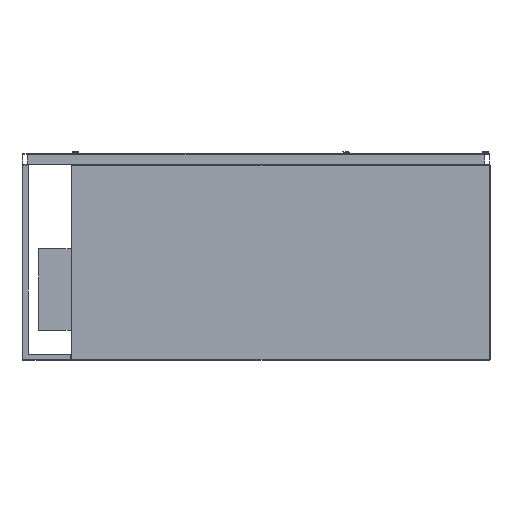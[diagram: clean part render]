
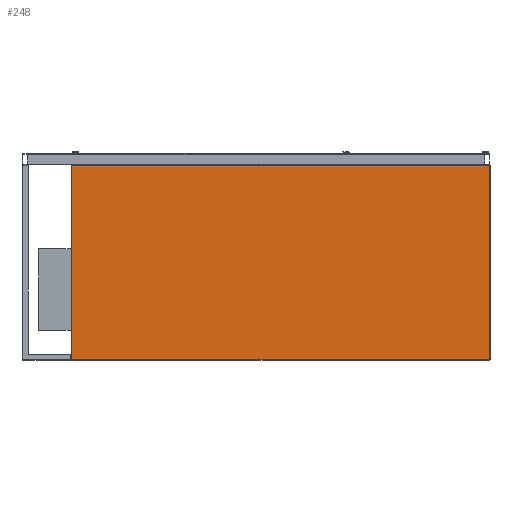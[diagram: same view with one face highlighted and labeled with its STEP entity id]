
A CAD part, front view. The second image highlights one B-rep face of the part: STEP entity #248.
In plain terms, the highlighted planar face has unit normal (0, -1, 0).
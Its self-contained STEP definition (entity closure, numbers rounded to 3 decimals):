
#142 = VECTOR ( 'NONE', #14285, 1000. ) ;
#248 = ADVANCED_FACE ( 'Fl�che8', ( #1975 ), #9780, .T. ) ;
#1641 = CARTESIAN_POINT ( 'NONE',  ( -770.5, -355., -760. ) ) ;
#1923 = EDGE_CURVE ( 'NONE', #11586, #13247, #7886, .T. ) ;
#1975 = FACE_OUTER_BOUND ( 'NONE', #5686, .T. ) ;
#2288 = ORIENTED_EDGE ( 'NONE', *, *, #18800, .T. ) ;
#2374 = ORIENTED_EDGE ( 'NONE', *, *, #17983, .T. ) ;
#3416 = CARTESIAN_POINT ( 'NONE',  ( 770.5, -355., -758. ) ) ;
#3430 = CARTESIAN_POINT ( 'NONE',  ( -772.5, -355., -758. ) ) ;
#4510 = VECTOR ( 'NONE', #15541, 1000. ) ;
#4939 = DIRECTION ( 'NONE',  ( 0., 0., -1. ) ) ;
#5068 = CARTESIAN_POINT ( 'NONE',  ( 770.5, -355., -760. ) ) ;
#5686 = EDGE_LOOP ( 'NONE', ( #19699, #2374, #6311, #2288 ) ) ;
#6092 = VECTOR ( 'NONE', #4939, 1000. ) ;
#6311 = ORIENTED_EDGE ( 'NONE', *, *, #19077, .T. ) ;
#6390 = DIRECTION ( 'NONE',  ( 0., 0., 1. ) ) ;
#6596 = DIRECTION ( 'NONE',  ( 0., -1., 0. ) ) ;
#7886 = LINE ( 'NONE', #12575, #142 ) ;
#7894 = LINE ( 'NONE', #5068, #19217 ) ;
#9417 = LINE ( 'NONE', #3430, #4510 ) ;
#9745 = LINE ( 'NONE', #1641, #6092 ) ;
#9780 = PLANE ( 'NONE',  #16823 ) ;
#10874 = CARTESIAN_POINT ( 'NONE',  ( -770.5, -355., -42. ) ) ;
#11321 = CARTESIAN_POINT ( 'NONE',  ( -770.5, -355., -758. ) ) ;
#11586 = VERTEX_POINT ( 'NONE', #13907 ) ;
#12490 = CARTESIAN_POINT ( 'NONE',  ( -772.5, -355., -760. ) ) ;
#12575 = CARTESIAN_POINT ( 'NONE',  ( -772.5, -355., -42. ) ) ;
#13247 = VERTEX_POINT ( 'NONE', #10874 ) ;
#13907 = CARTESIAN_POINT ( 'NONE',  ( 770.5, -355., -42. ) ) ;
#14285 = DIRECTION ( 'NONE',  ( -1., 0., 0. ) ) ;
#14315 = VERTEX_POINT ( 'NONE', #11321 ) ;
#15450 = VERTEX_POINT ( 'NONE', #3416 ) ;
#15499 = DIRECTION ( 'NONE',  ( 0., 0., -1. ) ) ;
#15541 = DIRECTION ( 'NONE',  ( 1., 0., 0. ) ) ;
#16823 = AXIS2_PLACEMENT_3D ( 'NONE', #12490, #6596, #15499 ) ;
#17983 = EDGE_CURVE ( 'NONE', #13247, #14315, #9745, .T. ) ;
#18800 = EDGE_CURVE ( 'NONE', #15450, #11586, #7894, .T. ) ;
#19077 = EDGE_CURVE ( 'NONE', #14315, #15450, #9417, .T. ) ;
#19217 = VECTOR ( 'NONE', #6390, 1000. ) ;
#19699 = ORIENTED_EDGE ( 'NONE', *, *, #1923, .T. ) ;
